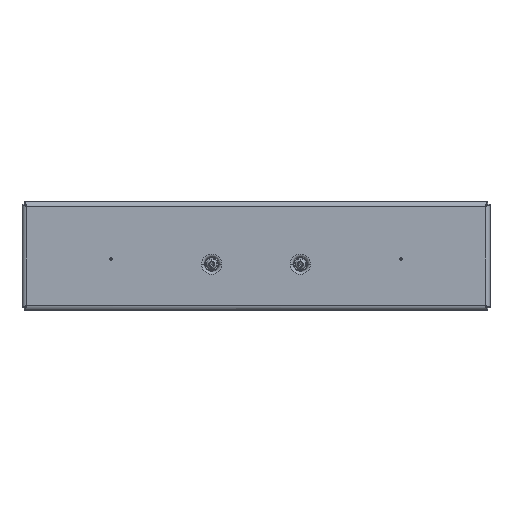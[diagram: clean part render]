
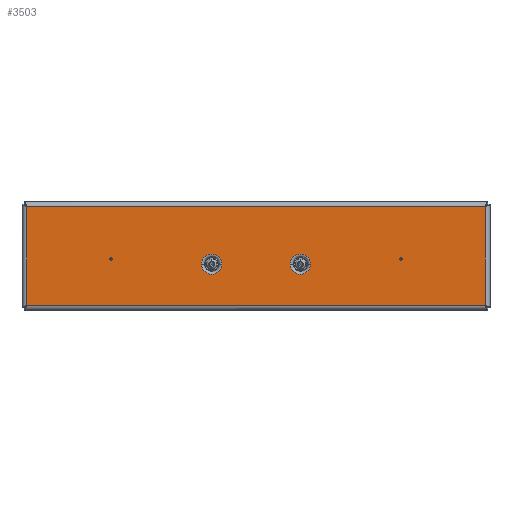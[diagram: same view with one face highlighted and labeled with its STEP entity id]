
A CAD part, top view. The second image highlights one B-rep face of the part: STEP entity #3503.
In plain terms, the highlighted planar face has unit normal (0, 0, 1).
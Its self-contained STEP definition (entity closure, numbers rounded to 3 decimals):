
#114 = CARTESIAN_POINT ( 'NONE',  ( -193.5, -42.5, 2. ) ) ;
#482 = EDGE_LOOP ( 'NONE', ( #5603, #6598 ) ) ;
#489 = DIRECTION ( 'NONE',  ( 1., 0., 0. ) ) ;
#545 = AXIS2_PLACEMENT_3D ( 'NONE', #1534, #8379, #9403 ) ;
#845 = AXIS2_PLACEMENT_3D ( 'NONE', #6762, #6883, #5946 ) ;
#864 = DIRECTION ( 'NONE',  ( 1., 0., 0. ) ) ;
#1099 = CARTESIAN_POINT ( 'NONE',  ( -197.5, -46.5, 2. ) ) ;
#1117 = VERTEX_POINT ( 'NONE', #6880 ) ;
#1135 = VERTEX_POINT ( 'NONE', #6841 ) ;
#1384 = DIRECTION ( 'NONE',  ( 1., 0., 0. ) ) ;
#1534 = CARTESIAN_POINT ( 'NONE',  ( -122.5, 1.75, 2. ) ) ;
#1797 = VECTOR ( 'NONE', #7092, 1000. ) ;
#1811 = DIRECTION ( 'NONE',  ( 1., 0., 0. ) ) ;
#2020 = VERTEX_POINT ( 'NONE', #9564 ) ;
#2098 = CARTESIAN_POINT ( 'NONE',  ( 195.429, 41., 2. ) ) ;
#2107 = DIRECTION ( 'NONE',  ( 0., 0., 1. ) ) ;
#2155 = ORIENTED_EDGE ( 'NONE', *, *, #5035, .T. ) ;
#2346 = CARTESIAN_POINT ( 'NONE',  ( 122.5, 1.75, 2. ) ) ;
#2891 = EDGE_CURVE ( 'NONE', #8020, #10836, #7569, .T. ) ;
#3131 = AXIS2_PLACEMENT_3D ( 'NONE', #9088, #10142, #1384 ) ;
#3336 = AXIS2_PLACEMENT_3D ( 'NONE', #6712, #7671, #864 ) ;
#3337 = CIRCLE ( 'NONE', #845, 8.5 ) ;
#3423 = EDGE_LOOP ( 'NONE', ( #10072, #8593 ) ) ;
#3503 = ADVANCED_FACE ( '�����2', ( #10448, #5610, #3770, #8946, #4226 ), #7049, .T. ) ;
#3553 = CARTESIAN_POINT ( 'NONE',  ( 193.5, -42.5, 2. ) ) ;
#3607 = CARTESIAN_POINT ( 'NONE',  ( -193.5, 41., 2. ) ) ;
#3657 = CARTESIAN_POINT ( 'NONE',  ( 122.5, 2.808, 2. ) ) ;
#3669 = CARTESIAN_POINT ( 'NONE',  ( 37.5, 6.25, 2. ) ) ;
#3717 = VERTEX_POINT ( 'NONE', #12319 ) ;
#3770 = FACE_BOUND ( 'NONE', #7357, .T. ) ;
#3888 = VERTEX_POINT ( 'NONE', #10225 ) ;
#3985 = EDGE_CURVE ( 'NONE', #5495, #2020, #4969, .T. ) ;
#4020 = EDGE_CURVE ( 'NONE', #12545, #4303, #10616, .T. ) ;
#4129 = DIRECTION ( 'NONE',  ( -1., 0., 0. ) ) ;
#4199 = CARTESIAN_POINT ( 'NONE',  ( -29., 6.25, 2. ) ) ;
#4226 = FACE_OUTER_BOUND ( 'NONE', #6938, .T. ) ;
#4303 = VERTEX_POINT ( 'NONE', #7756 ) ;
#4342 = DIRECTION ( 'NONE',  ( -1., 0., 0. ) ) ;
#4591 = EDGE_CURVE ( 'NONE', #4303, #12545, #11833, .T. ) ;
#4648 = DIRECTION ( 'NONE',  ( 0., 0., -1. ) ) ;
#4652 = ORIENTED_EDGE ( 'NONE', *, *, #5462, .T. ) ;
#4892 = CARTESIAN_POINT ( 'NONE',  ( 193.5, -44.429, 2. ) ) ;
#4954 = ORIENTED_EDGE ( 'NONE', *, *, #10109, .F. ) ;
#4969 = CIRCLE ( 'NONE', #3336, 1.058 ) ;
#4978 = DIRECTION ( 'NONE',  ( 0., 1., 0. ) ) ;
#5035 = EDGE_CURVE ( 'NONE', #9882, #1135, #5588, .T. ) ;
#5127 = CIRCLE ( 'NONE', #545, 1.058 ) ;
#5211 = EDGE_CURVE ( 'NONE', #2020, #5495, #5127, .T. ) ;
#5298 = AXIS2_PLACEMENT_3D ( 'NONE', #1099, #2107, #9887 ) ;
#5384 = CARTESIAN_POINT ( 'NONE',  ( -193.5, 42.929, 2. ) ) ;
#5462 = EDGE_CURVE ( 'NONE', #10836, #9882, #10856, .T. ) ;
#5495 = VERTEX_POINT ( 'NONE', #8777 ) ;
#5588 = LINE ( 'NONE', #4892, #10130 ) ;
#5603 = ORIENTED_EDGE ( 'NONE', *, *, #12360, .T. ) ;
#5610 = FACE_BOUND ( 'NONE', #10158, .T. ) ;
#5844 = DIRECTION ( 'NONE',  ( 1., 0., 0. ) ) ;
#5946 = DIRECTION ( 'NONE',  ( -1., 0., 0. ) ) ;
#6598 = ORIENTED_EDGE ( 'NONE', *, *, #9279, .T. ) ;
#6712 = CARTESIAN_POINT ( 'NONE',  ( -122.5, 1.75, 2. ) ) ;
#6762 = CARTESIAN_POINT ( 'NONE',  ( -37.5, 6.25, 2. ) ) ;
#6841 = CARTESIAN_POINT ( 'NONE',  ( 193.5, 41., 2. ) ) ;
#6854 = AXIS2_PLACEMENT_3D ( 'NONE', #12452, #4648, #1811 ) ;
#6880 = CARTESIAN_POINT ( 'NONE',  ( 29., 6.25, 2. ) ) ;
#6883 = DIRECTION ( 'NONE',  ( 0., 0., -1. ) ) ;
#6925 = ORIENTED_EDGE ( 'NONE', *, *, #8332, .F. ) ;
#6938 = EDGE_LOOP ( 'NONE', ( #8737, #11009, #4652, #2155 ) ) ;
#7049 = PLANE ( 'NONE',  #5298 ) ;
#7092 = DIRECTION ( 'NONE',  ( 0., -1., 0. ) ) ;
#7183 = VECTOR ( 'NONE', #5844, 1000. ) ;
#7357 = EDGE_LOOP ( 'NONE', ( #6925, #4954 ) ) ;
#7446 = CIRCLE ( 'NONE', #3131, 8.5 ) ;
#7569 = LINE ( 'NONE', #5384, #1797 ) ;
#7576 = DIRECTION ( 'NONE',  ( 1., 0., 0. ) ) ;
#7671 = DIRECTION ( 'NONE',  ( 0., 0., -1. ) ) ;
#7756 = CARTESIAN_POINT ( 'NONE',  ( 122.5, 0.692, 2. ) ) ;
#8020 = VERTEX_POINT ( 'NONE', #3607 ) ;
#8167 = DIRECTION ( 'NONE',  ( 0., 0., -1. ) ) ;
#8332 = EDGE_CURVE ( 'NONE', #3888, #1117, #7446, .T. ) ;
#8379 = DIRECTION ( 'NONE',  ( 0., 0., -1. ) ) ;
#8411 = ORIENTED_EDGE ( 'NONE', *, *, #3985, .T. ) ;
#8575 = EDGE_CURVE ( 'NONE', #1135, #8020, #12501, .T. ) ;
#8593 = ORIENTED_EDGE ( 'NONE', *, *, #4591, .T. ) ;
#8737 = ORIENTED_EDGE ( 'NONE', *, *, #8575, .T. ) ;
#8777 = CARTESIAN_POINT ( 'NONE',  ( -122.5, 2.808, 2. ) ) ;
#8851 = AXIS2_PLACEMENT_3D ( 'NONE', #3669, #10465, #7576 ) ;
#8886 = ORIENTED_EDGE ( 'NONE', *, *, #5211, .T. ) ;
#8901 = CARTESIAN_POINT ( 'NONE',  ( -195.429, -42.5, 2. ) ) ;
#8946 = FACE_BOUND ( 'NONE', #3423, .T. ) ;
#8967 = AXIS2_PLACEMENT_3D ( 'NONE', #2346, #8167, #489 ) ;
#9088 = CARTESIAN_POINT ( 'NONE',  ( 37.5, 6.25, 2. ) ) ;
#9279 = EDGE_CURVE ( 'NONE', #11664, #3717, #3337, .T. ) ;
#9403 = DIRECTION ( 'NONE',  ( 1., 0., 0. ) ) ;
#9564 = CARTESIAN_POINT ( 'NONE',  ( -122.5, 0.692, 2. ) ) ;
#9882 = VERTEX_POINT ( 'NONE', #3553 ) ;
#9887 = DIRECTION ( 'NONE',  ( 1., 0., 0. ) ) ;
#9895 = VECTOR ( 'NONE', #4129, 1000. ) ;
#10072 = ORIENTED_EDGE ( 'NONE', *, *, #4020, .T. ) ;
#10109 = EDGE_CURVE ( 'NONE', #1117, #3888, #12314, .T. ) ;
#10128 = CARTESIAN_POINT ( 'NONE',  ( -37.5, 6.25, 2. ) ) ;
#10130 = VECTOR ( 'NONE', #4978, 1000. ) ;
#10142 = DIRECTION ( 'NONE',  ( 0., 0., 1. ) ) ;
#10158 = EDGE_LOOP ( 'NONE', ( #8411, #8886 ) ) ;
#10225 = CARTESIAN_POINT ( 'NONE',  ( 46., 6.25, 2. ) ) ;
#10284 = CIRCLE ( 'NONE', #11292, 8.5 ) ;
#10448 = FACE_BOUND ( 'NONE', #482, .T. ) ;
#10465 = DIRECTION ( 'NONE',  ( 0., 0., 1. ) ) ;
#10616 = CIRCLE ( 'NONE', #6854, 1.058 ) ;
#10836 = VERTEX_POINT ( 'NONE', #114 ) ;
#10856 = LINE ( 'NONE', #8901, #7183 ) ;
#11009 = ORIENTED_EDGE ( 'NONE', *, *, #2891, .T. ) ;
#11104 = DIRECTION ( 'NONE',  ( 0., 0., -1. ) ) ;
#11292 = AXIS2_PLACEMENT_3D ( 'NONE', #10128, #11104, #4342 ) ;
#11664 = VERTEX_POINT ( 'NONE', #4199 ) ;
#11833 = CIRCLE ( 'NONE', #8967, 1.058 ) ;
#12314 = CIRCLE ( 'NONE', #8851, 8.5 ) ;
#12319 = CARTESIAN_POINT ( 'NONE',  ( -46., 6.25, 2. ) ) ;
#12360 = EDGE_CURVE ( 'NONE', #3717, #11664, #10284, .T. ) ;
#12452 = CARTESIAN_POINT ( 'NONE',  ( 122.5, 1.75, 2. ) ) ;
#12501 = LINE ( 'NONE', #2098, #9895 ) ;
#12545 = VERTEX_POINT ( 'NONE', #3657 ) ;
